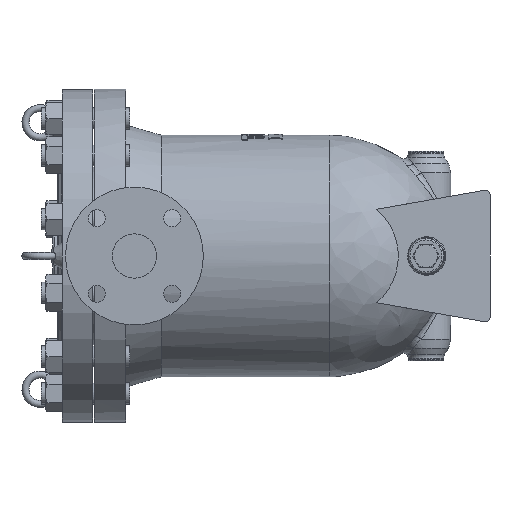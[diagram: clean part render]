
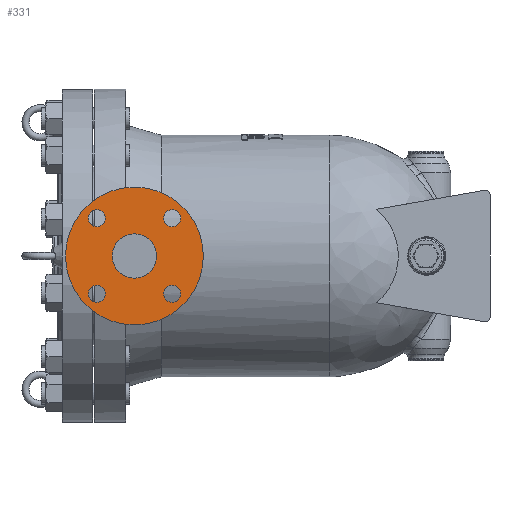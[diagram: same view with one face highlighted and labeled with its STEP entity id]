
A CAD part, left-side view. The second image highlights one B-rep face of the part: STEP entity #331.
In plain terms, the highlighted planar face has unit normal (-1, 0, 0).
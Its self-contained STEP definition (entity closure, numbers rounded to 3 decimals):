
#84=CARTESIAN_POINT('',(-282.,-96.926,-42.426));
#85=VERTEX_POINT('',#84);
#86=CARTESIAN_POINT('',(-282.,-87.426,-42.426));
#87=DIRECTION('',(1.0,0.0,0.0));
#88=DIRECTION('',(0.0,-1.0,0.0));
#89=AXIS2_PLACEMENT_3D('',#86,#87,#88);
#90=CIRCLE('',#89,9.5);
#91=EDGE_CURVE('',#85,#85,#90,.T.);
#112=CARTESIAN_POINT('',(-282.,-87.426,51.926));
#113=VERTEX_POINT('',#112);
#114=CARTESIAN_POINT('',(-282.,-87.426,42.426));
#115=DIRECTION('',(1.0,0.0,0.0));
#116=DIRECTION('',(0.0,0.0,1.0));
#117=AXIS2_PLACEMENT_3D('',#114,#115,#116);
#118=CIRCLE('',#117,9.5);
#119=EDGE_CURVE('',#113,#113,#118,.T.);
#140=CARTESIAN_POINT('',(-282.,6.926,42.426));
#141=VERTEX_POINT('',#140);
#142=CARTESIAN_POINT('',(-282.,-2.574,42.426));
#143=DIRECTION('',(1.0,0.0,0.0));
#144=DIRECTION('',(0.0,1.0,0.0));
#145=AXIS2_PLACEMENT_3D('',#142,#143,#144);
#146=CIRCLE('',#145,9.5);
#147=EDGE_CURVE('',#141,#141,#146,.T.);
#168=CARTESIAN_POINT('',(-282.,-2.574,-51.926));
#169=VERTEX_POINT('',#168);
#170=CARTESIAN_POINT('',(-282.,-2.574,-42.426));
#171=DIRECTION('',(1.0,0.0,0.0));
#172=DIRECTION('',(0.0,0.0,-1.0));
#173=AXIS2_PLACEMENT_3D('',#170,#171,#172);
#174=CIRCLE('',#173,9.5);
#175=EDGE_CURVE('',#169,#169,#174,.T.);
#285=CARTESIAN_POINT('',(-282.,32.5,0.0));
#286=VERTEX_POINT('',#285);
#287=CARTESIAN_POINT('',(-282.,-45.0,0.0));
#288=DIRECTION('',(1.0,0.0,0.0));
#289=DIRECTION('',(0.0,1.0,0.0));
#290=AXIS2_PLACEMENT_3D('',#287,#288,#289);
#291=CIRCLE('',#290,77.5);
#292=EDGE_CURVE('',#286,#286,#291,.T.);
#300=CARTESIAN_POINT('',(-282.,6.25,0.0));
#301=DIRECTION('',(1.0,0.0,0.0));
#302=DIRECTION('',(0.0,0.0,-1.0));
#303=AXIS2_PLACEMENT_3D('',#300,#301,#302);
#304=PLANE('',#303);
#305=ORIENTED_EDGE('',*,*,#292,.F.);
#306=EDGE_LOOP('',(#305));
#307=FACE_OUTER_BOUND('',#306,.T.);
#308=ORIENTED_EDGE('',*,*,#91,.T.);
#309=EDGE_LOOP('',(#308));
#310=FACE_BOUND('',#309,.T.);
#311=ORIENTED_EDGE('',*,*,#119,.T.);
#312=EDGE_LOOP('',(#311));
#313=FACE_BOUND('',#312,.T.);
#314=ORIENTED_EDGE('',*,*,#147,.T.);
#315=EDGE_LOOP('',(#314));
#316=FACE_BOUND('',#315,.T.);
#317=ORIENTED_EDGE('',*,*,#175,.T.);
#318=EDGE_LOOP('',(#317));
#319=FACE_BOUND('',#318,.T.);
#320=CARTESIAN_POINT('',(-282.,-20.0,0.0));
#321=VERTEX_POINT('',#320);
#322=CARTESIAN_POINT('',(-282.,-45.0,0.0));
#323=DIRECTION('',(1.0,0.0,0.0));
#324=DIRECTION('',(0.0,1.0,0.0));
#325=AXIS2_PLACEMENT_3D('',#322,#323,#324);
#326=CIRCLE('',#325,25.0);
#327=EDGE_CURVE('',#321,#321,#326,.T.);
#328=ORIENTED_EDGE('',*,*,#327,.T.);
#329=EDGE_LOOP('',(#328));
#330=FACE_BOUND('',#329,.T.);
#331=ADVANCED_FACE('',(#307,#310,#313,#316,#319,#330),#304,.F.);
